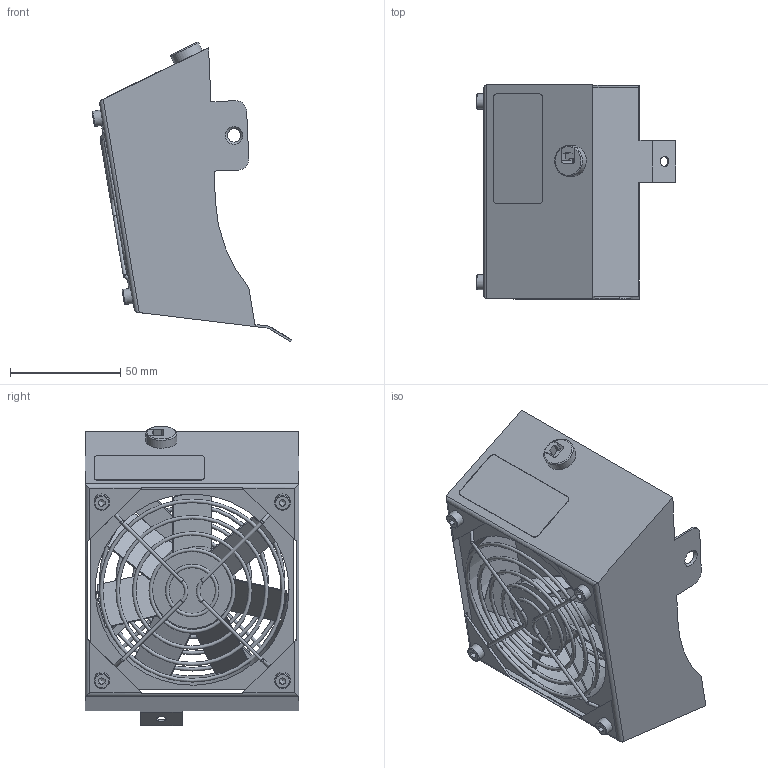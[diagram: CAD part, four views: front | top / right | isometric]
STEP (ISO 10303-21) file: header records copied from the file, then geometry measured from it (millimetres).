
FILE_DESCRIPTION((''),'2;1');
FILE_NAME('PM902038.stp','2008-01-28T09:42:43',('marxmankel'),(''),'Autodesk Inventor 11','Autodesk Inventor 11','');
FILE_SCHEMA(('AUTOMOTIVE_DESIGN { 1 0 10303 214 1 1 1 1 }'));
Length unit declared in the file: millimetre
Products named in the file (1): PM902038
Bounding box: 90.71 x 97.1 x 135.96 mm (x, y, z)
Volume: 30645.4 mm3; surface area: 97764.4 mm2
Topology: 13 solids, 14 shells, 440 faces, 1182 edges, 741 vertices
Faces by surface type: plane 235, cylinder 116, torus 65, cone 19, bspline 5
Full cylindrical faces by diameter (mm): 1.6 x28, 4 x8, 4.5 x4, 7 x4, 11.5 x1, 36 x1, 88 x1
Entity records: 13527 total; most frequent: CARTESIAN_POINT 2623, DIRECTION 2365, ORIENTED_EDGE 2216, EDGE_CURVE 1108, AXIS2_PLACEMENT_3D 917, VERTEX_POINT 687, EDGE_LOOP 573, VECTOR 531
